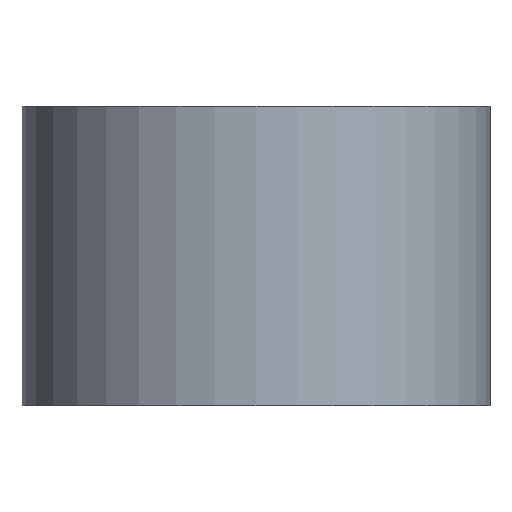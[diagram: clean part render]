
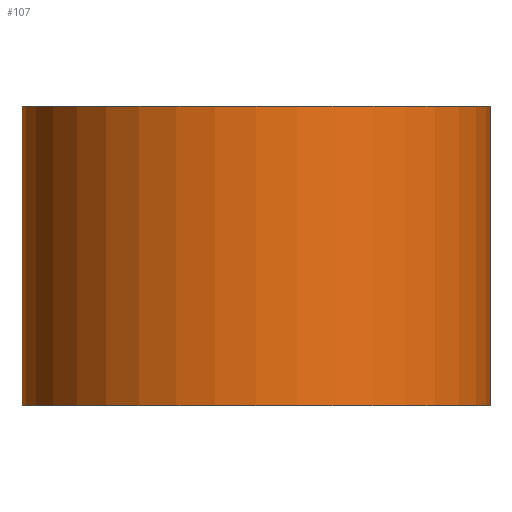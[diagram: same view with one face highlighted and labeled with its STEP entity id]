
A CAD part, front view. The second image highlights one B-rep face of the part: STEP entity #107.
In plain terms, the highlighted cylindrical face has radius 6.65 mm (diameter 13.3 mm), a full revolution.
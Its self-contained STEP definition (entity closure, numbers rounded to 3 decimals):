
#20=CYLINDRICAL_SURFACE('',#130,6.65);
#25=FACE_BOUND('',#48,.T.);
#36=FACE_OUTER_BOUND('',#47,.T.);
#47=EDGE_LOOP('',(#92));
#48=EDGE_LOOP('',(#93));
#58=CIRCLE('',#120,6.65);
#65=CIRCLE('',#131,6.65);
#67=VERTEX_POINT('',#172);
#74=VERTEX_POINT('',#190);
#76=EDGE_CURVE('',#67,#67,#58,.T.);
#83=EDGE_CURVE('',#74,#74,#65,.T.);
#92=ORIENTED_EDGE('',*,*,#76,.F.);
#93=ORIENTED_EDGE('',*,*,#83,.F.);
#107=ADVANCED_FACE('',(#36,#25),#20,.T.);
#120=AXIS2_PLACEMENT_3D('',#173,#140,#141);
#130=AXIS2_PLACEMENT_3D('',#189,#160,#161);
#131=AXIS2_PLACEMENT_3D('',#191,#162,#163);
#140=DIRECTION('center_axis',(0.,0.,1.));
#141=DIRECTION('ref_axis',(-1.,0.,0.));
#160=DIRECTION('center_axis',(0.,0.,1.));
#161=DIRECTION('ref_axis',(-1.,0.,0.));
#162=DIRECTION('center_axis',(0.,0.,-1.));
#163=DIRECTION('ref_axis',(-1.,0.,0.));
#172=CARTESIAN_POINT('',(6.65,0.,8.5));
#173=CARTESIAN_POINT('Origin',(0.,0.,8.5));
#189=CARTESIAN_POINT('Origin',(0.,0.,0.));
#190=CARTESIAN_POINT('',(6.65,0.,0.));
#191=CARTESIAN_POINT('Origin',(0.,0.,0.));
